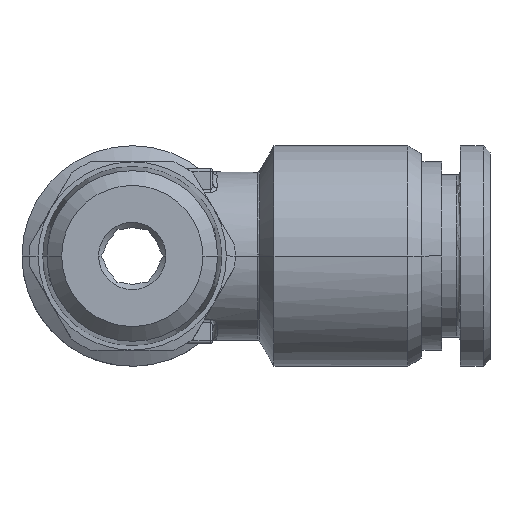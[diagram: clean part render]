
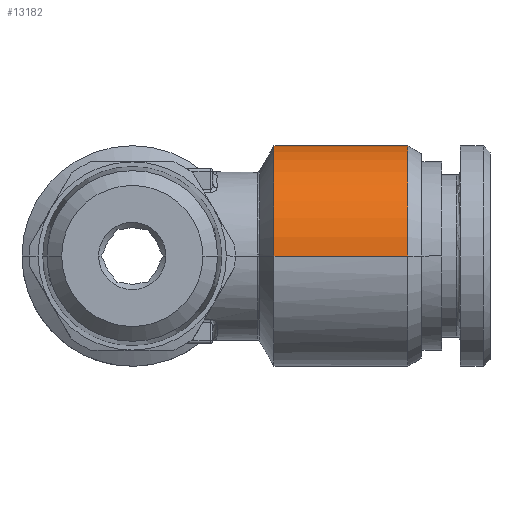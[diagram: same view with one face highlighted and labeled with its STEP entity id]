
A CAD part, left-side view. The second image highlights one B-rep face of the part: STEP entity #13182.
In plain terms, the highlighted cylindrical face has radius 8.2 mm (diameter 16.4 mm), a partial arc.
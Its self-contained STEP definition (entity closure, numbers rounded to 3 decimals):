
#13109=CARTESIAN_POINT('Axis2P3D Location',(0.,-20.48,0.)) ;
#13113=CARTESIAN_POINT('Vertex',(8.2,-20.48,0.)) ;
#13115=CARTESIAN_POINT('Vertex',(-8.2,-20.48,0.)) ;
#13152=CARTESIAN_POINT('Axis2P3D Location',(0.,-22.09,0.)) ;
#13157=CARTESIAN_POINT('Line Origine',(8.2,-22.09,0.)) ;
#13161=CARTESIAN_POINT('Vertex',(8.2,-10.538,0.)) ;
#13164=CARTESIAN_POINT('Axis2P3D Location',(0.,-10.538,0.)) ;
#13168=CARTESIAN_POINT('Vertex',(-8.2,-10.538,0.)) ;
#13171=CARTESIAN_POINT('Line Origine',(-8.2,-22.09,0.)) ;
#13110=DIRECTION('Axis2P3D Direction',(-0.,1.,0.)) ;
#13153=DIRECTION('Axis2P3D Direction',(-0.,1.,0.)) ;
#13154=DIRECTION('Axis2P3D XDirection',(-1.,0.,0.)) ;
#13158=DIRECTION('Vector Direction',(0.,1.,0.)) ;
#13165=DIRECTION('Axis2P3D Direction',(-0.,1.,0.)) ;
#13172=DIRECTION('Vector Direction',(0.,1.,0.)) ;
#13111=AXIS2_PLACEMENT_3D('Circle Axis2P3D',#13109,#13110,$) ;
#13155=AXIS2_PLACEMENT_3D('Cylinder Axis2P3D',#13152,#13153,#13154) ;
#13166=AXIS2_PLACEMENT_3D('Circle Axis2P3D',#13164,#13165,$) ;
#13177=ORIENTED_EDGE('',*,*,#13117,.F.) ;
#13178=ORIENTED_EDGE('',*,*,#13163,.T.) ;
#13179=ORIENTED_EDGE('',*,*,#13170,.F.) ;
#13180=ORIENTED_EDGE('',*,*,#13175,.F.) ;
#13159=VECTOR('Line Direction',#13158,1.) ;
#13173=VECTOR('Line Direction',#13172,1.) ;
#13182=ADVANCED_FACE('PR425B-10R14',(#13181),#13156,.T.) ;
#13112=CIRCLE('generated circle',#13111,8.2) ;
#13167=CIRCLE('generated circle',#13166,8.2) ;
#13156=CYLINDRICAL_SURFACE('generated cylinder',#13155,8.2) ;
#13117=EDGE_CURVE('',#13114,#13116,#13112,.F.) ;
#13163=EDGE_CURVE('',#13114,#13162,#13160,.T.) ;
#13170=EDGE_CURVE('',#13169,#13162,#13167,.T.) ;
#13175=EDGE_CURVE('',#13116,#13169,#13174,.T.) ;
#13176=EDGE_LOOP('',(#13177,#13178,#13179,#13180)) ;
#13181=FACE_OUTER_BOUND('',#13176,.T.) ;
#13160=LINE('Line',#13157,#13159) ;
#13174=LINE('Line',#13171,#13173) ;
#13114=VERTEX_POINT('',#13113) ;
#13116=VERTEX_POINT('',#13115) ;
#13162=VERTEX_POINT('',#13161) ;
#13169=VERTEX_POINT('',#13168) ;
